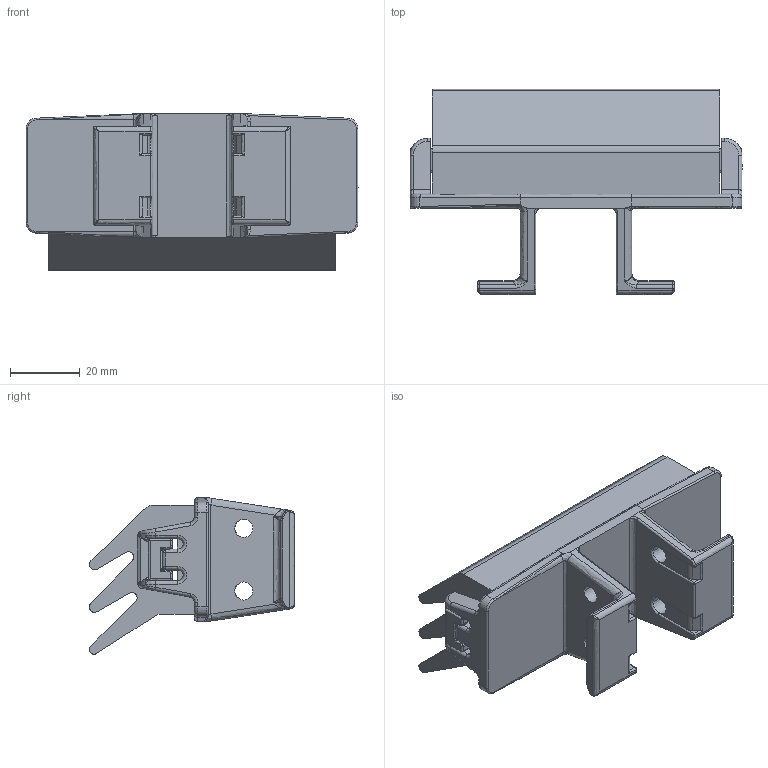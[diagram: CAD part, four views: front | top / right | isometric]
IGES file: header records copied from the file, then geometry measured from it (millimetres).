
Start section:  PTC IGES file: L1873635133.igs
Global section: file name: L1873635133.igs; native system: Pro/ENGINEER by Parametric Technology Corporation; preprocessor: 2009380; author: rcru51; organization: Rex Nord Marbet spa; date: 20100311.115002; units: millimetre
Bounding box: 95.3 x 58.9 x 44.9 mm (x, y, z)
Surface area: 30686.2 mm2 (no closed solid volume)
Topology: 0 solids, 0 shells, 539 faces, 2892 edges, 2892 vertices
Faces by surface type: revolution 282, bspline 257
